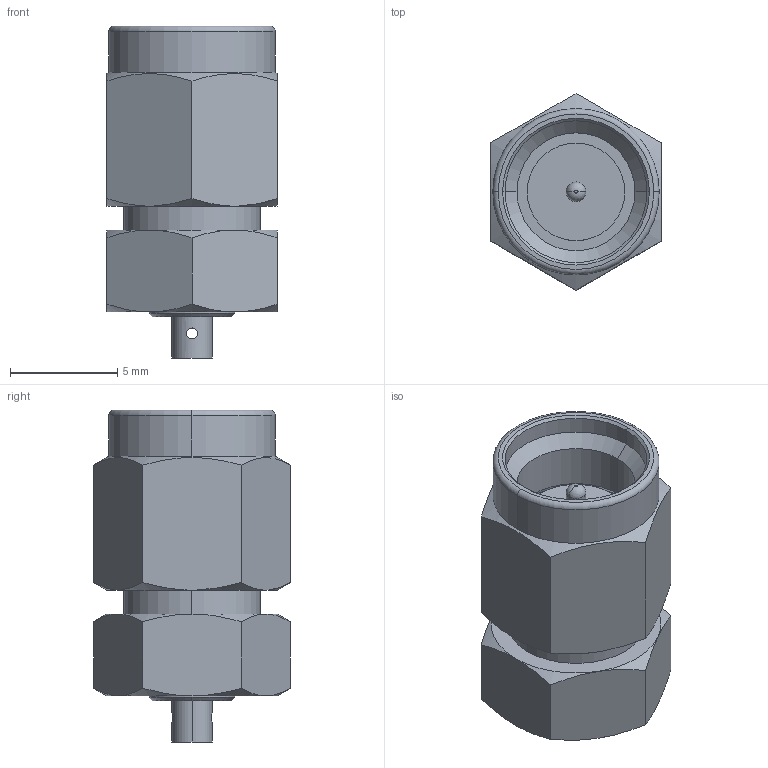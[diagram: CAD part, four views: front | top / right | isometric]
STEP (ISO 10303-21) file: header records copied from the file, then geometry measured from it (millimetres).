
FILE_DESCRIPTION (( 'STEP AP214' ), '1' );
FILE_NAME ('SF1511-60069.STEP', '2015-08-07T15:34:13', ( '' ), ( '' ), 'SwSTEP 2.0', 'SolidWorks 2015', '' );
FILE_SCHEMA (( 'AUTOMOTIVE_DESIGN' ));
Length unit declared in the file: inch
Products named in the file (1): SF1511-60069
Bounding box: 7.92 x 9.15 x 15.46 mm (x, y, z)
Volume: 577.9 mm3; surface area: 631.4 mm2
Topology: 1 solids, 1 shells, 80 faces, 178 edges, 108 vertices
Faces by surface type: cone 30, cylinder 24, plane 22, torus 4
Entity records: 3453 total; most frequent: CARTESIAN_POINT 651, DIRECTION 360, ORIENTED_EDGE 356, EDGE_CURVE 178, AXIS2_PLACEMENT_3D 153, VERTEX_POINT 108, EDGE_LOOP 92, LENGTH_MEASURE_WITH_UNIT 82
